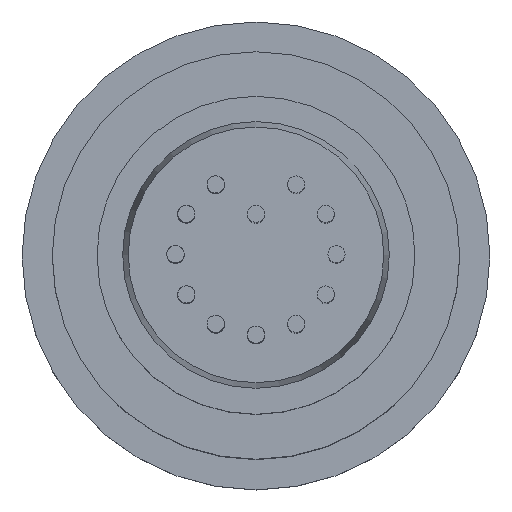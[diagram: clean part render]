
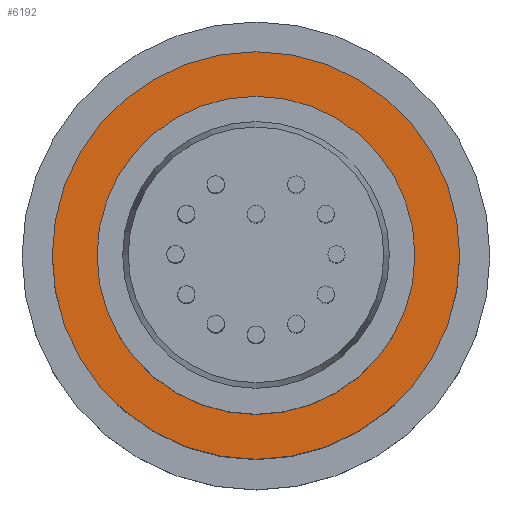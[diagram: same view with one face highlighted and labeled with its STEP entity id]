
A CAD part, top view. The second image highlights one B-rep face of the part: STEP entity #6192.
In plain terms, the highlighted planar face has unit normal (0, 0, 1).
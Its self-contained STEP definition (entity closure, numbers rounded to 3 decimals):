
#91=FACE_BOUND($,#1638,.T.);
#92=FACE_BOUND($,#1639,.T.);
#153=CIRCLE($,#6454,15.8);
#154=CIRCLE($,#6456,20.25);
#1638=EDGE_LOOP($,(#5668));
#1639=EDGE_LOOP($,(#5669));
#3180=VERTEX_POINT($,#16078);
#3181=VERTEX_POINT($,#16081);
#4009=EDGE_CURVE($,#3180,#3180,#153,.T.);
#4010=EDGE_CURVE($,#3181,#3181,#154,.T.);
#5668=ORIENTED_EDGE($,*,*,#4009,.T.);
#5669=ORIENTED_EDGE($,*,*,#4010,.F.);
#5849=PLANE($,#6458);
#6192=ADVANCED_FACE($,(#91,#92),#5849,.F.);
#6454=AXIS2_PLACEMENT_3D($,#16079,#7463,#7464);
#6456=AXIS2_PLACEMENT_3D($,#16082,#7467,#7468);
#6458=AXIS2_PLACEMENT_3D($,#16085,#7471,#7472);
#7463=DIRECTION('center_axis',(0.,0.,-1.));
#7464=DIRECTION('ref_axis',(-1.,0.,0.));
#7467=DIRECTION('center_axis',(0.,0.,-1.));
#7468=DIRECTION('ref_axis',(-1.,0.,0.));
#7471=DIRECTION('center_axis',(0.,0.,-1.));
#7472=DIRECTION('ref_axis',(-1.,0.,0.));
#16078=CARTESIAN_POINT('',(15.8,0.,44.4));
#16079=CARTESIAN_POINT('Origin',(0.,0.,44.4));
#16081=CARTESIAN_POINT('',(20.25,0.,44.4));
#16082=CARTESIAN_POINT('Origin',(0.,0.,44.4));
#16085=CARTESIAN_POINT('Origin',(0.,0.,44.4));
